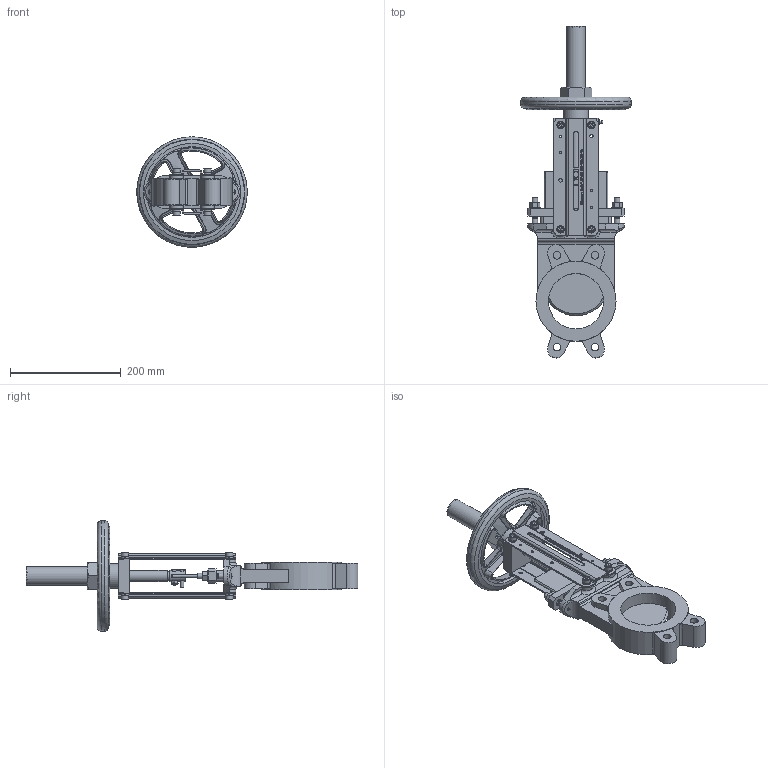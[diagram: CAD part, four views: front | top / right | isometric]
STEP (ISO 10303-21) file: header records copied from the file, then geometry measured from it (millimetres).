
FILE_DESCRIPTION(/* description */ ('170100'),/* implementation_level */ '2;1');
FILE_NAME(/* name */ '170100.stp',/* time_stamp */ '2016-02-16T15:05:51+01:00',/* author */ ('jmorand'),/* organization */ ('Sferaco'),/* preprocessor_version */ 'ST-DEVELOPER v16.1',/* originating_system */ 'Autodesk Inventor 2016',/* authorisation */ '');
FILE_SCHEMA (('AUTOMOTIVE_DESIGN { 1 0 10303 214 3 1 1 }'));
Length unit declared in the file: millimetre
Products named in the file (1): DN100
Bounding box: 200 x 600.79 x 200 mm (x, y, z)
Volume: 1637879.4 mm3; surface area: 408510.8 mm2
Topology: 1 solids, 7 shells, 1646 faces, 4213 edges, 2714 vertices
Faces by surface type: plane 765, bspline 456, cylinder 201, cone 167, torus 56, sphere 1
Full cylindrical faces by diameter (mm): 3.5 x2, 4.2 x6, 5 x2, 6 x9, 6.5 x2, 6.6 x4, 8 x8, 8.2 x8, 8.5 x12, 10 x7, 10.5 x10, 12 x2, 13 x8, 13.4 x8, 14 x6, 15.5 x1, 20 x4, 26.826 x1, 27 x1, 32 x1, 34 x1, 45 x1, 100 x1, 145 x1, 196 x1, 200 x1
Entity records: 59057 total; most frequent: CARTESIAN_POINT 22820, ORIENTED_EDGE 8020, DIRECTION 6039, EDGE_CURVE 4010, VERTEX_POINT 2661, LINE 2015, VECTOR 2015, AXIS2_PLACEMENT_3D 2012
